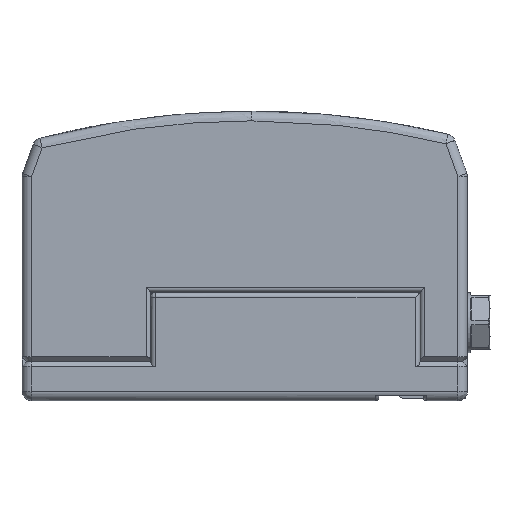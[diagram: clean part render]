
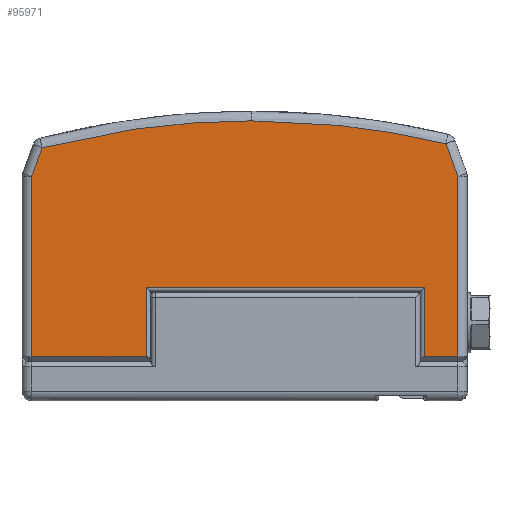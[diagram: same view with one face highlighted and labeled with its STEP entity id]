
A CAD part, front view. The second image highlights one B-rep face of the part: STEP entity #95971.
In plain terms, the highlighted planar face has unit normal (0, -1, 0).
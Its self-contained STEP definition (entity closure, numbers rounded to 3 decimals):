
#157 = CARTESIAN_POINT ( 'NONE',  ( 362., 0., 158.098 ) ) ;
#5058 = DIRECTION ( 'NONE',  ( 0., 0., -1. ) ) ;
#5688 = VECTOR ( 'NONE', #106105, 1000. ) ;
#8309 = VERTEX_POINT ( 'NONE', #210091 ) ;
#10399 = CARTESIAN_POINT ( 'NONE',  ( 191., 0., 128.695 ) ) ;
#28024 = CARTESIAN_POINT ( 'NONE',  ( 362., 0., 36.5 ) ) ;
#31288 = CARTESIAN_POINT ( 'NONE',  ( 334.488, 0., 128.695 ) ) ;
#31702 = DIRECTION ( 'NONE',  ( 0.342, 0., 0.94 ) ) ;
#32579 = ORIENTED_EDGE ( 'NONE', *, *, #139179, .F. ) ;
#41133 = LINE ( 'NONE', #295957, #5688 ) ;
#46300 = VERTEX_POINT ( 'NONE', #258598 ) ;
#55198 = CARTESIAN_POINT ( 'NONE',  ( 8., 0., 157.392 ) ) ;
#64649 = CARTESIAN_POINT ( 'NONE',  ( 191., 0., 232.5 ) ) ;
#67346 = ORIENTED_EDGE ( 'NONE', *, *, #105613, .F. ) ;
#68308 = CARTESIAN_POINT ( 'NONE',  ( 245.295, 0., 232.5 ) ) ;
#75438 = EDGE_CURVE ( 'Defeature completata1_3638+Defeature completata1_3700+Defeature completata1_3701+Defeature completata1_3699', #205480, #46300, #299386, .T. ) ;
#76292 = EDGE_CURVE ( 'Defeature completata1_3638+Defeature completata1_3699+Defeature completata1_3700+Defeature completata1_3698', #46300, #189686, #150209, .T. ) ;
#79945 = DIRECTION ( 'NONE',  ( 0., -1., 0. ) ) ;
#82836 = VECTOR ( 'NONE', #129632, 1000. ) ;
#83608 = VERTEX_POINT ( 'NONE', #28024 ) ;
#91326 = DIRECTION ( 'NONE',  ( 0., 0., -1. ) ) ;
#91483 = CARTESIAN_POINT ( 'NONE',  ( 191., 0., 232.5 ) ) ;
#92728 = AXIS2_PLACEMENT_3D ( 'NONE', #10399, #79945, #197233 ) ;
#95913 = LINE ( 'NONE', #157, #125638 ) ;
#95971 = ADVANCED_FACE ( 'Defeature completata1_3638', ( #221913 ), #266755, .T. ) ;
#100040 =( BOUNDED_CURVE ( )  B_SPLINE_CURVE ( 3, ( #149228, #102913, #175426, #170859 ),
 .UNSPECIFIED., .F., .T. ) 
 B_SPLINE_CURVE_WITH_KNOTS ( ( 4, 4 ),
 ( 0., 0.52 ),
 .UNSPECIFIED. ) 
 CURVE ( )  GEOMETRIC_REPRESENTATION_ITEM ( )  RATIONAL_B_SPLINE_CURVE ( ( 1., 0.995, 0.995, 1. ) ) 
 REPRESENTATION_ITEM ( '' )  );
#102913 = CARTESIAN_POINT ( 'NONE',  ( 73.747, 0., 225.03 ) ) ;
#105613 = EDGE_CURVE ( 'Defeature completata1_3557+Defeature completata1_3638+Defeature completata1_3642+Defeature completata1_3643', #280959, #201259, #100040, .T. ) ;
#106105 = DIRECTION ( 'NONE',  ( 0., 0., 1. ) ) ;
#107321 = EDGE_LOOP ( 'NONE', ( #188732, #201830, #239059, #111973, #254016, #221386, #32579, #220582, #114886, #67346, #180093 ) ) ;
#111973 = ORIENTED_EDGE ( 'NONE', *, *, #75438, .T. ) ;
#114886 = ORIENTED_EDGE ( 'NONE', *, *, #276824, .F. ) ;
#115013 = CARTESIAN_POINT ( 'NONE',  ( 103.134, 0., 36.5 ) ) ;
#115802 = CARTESIAN_POINT ( 'NONE',  ( 191., 0., 36.5 ) ) ;
#116538 = EDGE_CURVE ( 'Defeature completata1_3540+Defeature completata1_3638+Defeature completata1_3639+Defeature completata1_3603', #296399, #197537, #126257, .T. ) ;
#117450 = VECTOR ( 'NONE', #5058, 1000. ) ;
#124130 = CARTESIAN_POINT ( 'NONE',  ( 355.499, 0., 203.95 ) ) ;
#125638 = VECTOR ( 'NONE', #91326, 1000. ) ;
#126257 = LINE ( 'NONE', #55198, #261940 ) ;
#129632 = DIRECTION ( 'NONE',  ( 1., 0., 0. ) ) ;
#136523 = VECTOR ( 'NONE', #145206, 1000. ) ;
#139179 = EDGE_CURVE ( 'Defeature completata1_3589+Defeature completata1_3638+Defeature completata1_3654+Defeature completata1_3680', #8309, #83608, #95913, .T. ) ;
#145206 = DIRECTION ( 'NONE',  ( 1., 0., 0. ) ) ;
#148802 = LINE ( 'NONE', #124130, #179593 ) ;
#149228 = CARTESIAN_POINT ( 'NONE',  ( 16.779, 0., 210.21 ) ) ;
#150209 = LINE ( 'NONE', #31288, #117450 ) ;
#157532 = LINE ( 'NONE', #115802, #250045 ) ;
#159355 = EDGE_CURVE ( 'Defeature completata1_3560+Defeature completata1_3638+Defeature completata1_3643+Defeature completata1_3654', #304632, #8309, #148802, .T. ) ;
#162696 =( BOUNDED_CURVE ( )  B_SPLINE_CURVE ( 3, ( #91483, #68308, #253595, #188669 ),
 .UNSPECIFIED., .F., .F. ) 
 B_SPLINE_CURVE_WITH_KNOTS ( ( 4, 4 ),
 ( 0.52, 1. ),
 .UNSPECIFIED. ) 
 CURVE ( )  GEOMETRIC_REPRESENTATION_ITEM ( )  RATIONAL_B_SPLINE_CURVE ( ( 1., 0.995, 0.995, 1. ) ) 
 REPRESENTATION_ITEM ( '' )  );
#163882 = CARTESIAN_POINT ( 'NONE',  ( 8., 0., 36.5 ) ) ;
#166493 = EDGE_CURVE ( 'Defeature completata1_3546+Defeature completata1_3638+Defeature completata1_3603+Defeature completata1_3642', #197537, #280959, #215452, .T. ) ;
#170859 = CARTESIAN_POINT ( 'NONE',  ( 191., 0., 232.5 ) ) ;
#175426 = CARTESIAN_POINT ( 'NONE',  ( 132.136, 0., 232.5 ) ) ;
#179593 = VECTOR ( 'NONE', #218224, 1000. ) ;
#180093 = ORIENTED_EDGE ( 'NONE', *, *, #166493, .F. ) ;
#188669 = CARTESIAN_POINT ( 'NONE',  ( 352.021, 0., 213.505 ) ) ;
#188732 = ORIENTED_EDGE ( 'NONE', *, *, #116538, .F. ) ;
#189686 = VERTEX_POINT ( 'NONE', #273363 ) ;
#189950 = CARTESIAN_POINT ( 'NONE',  ( 191., 0., 36.5 ) ) ;
#195432 = EDGE_CURVE ( 'Defeature completata1_3638+Defeature completata1_3698+Defeature completata1_3699+Defeature completata1_3589', #189686, #83608, #157532, .T. ) ;
#197233 = DIRECTION ( 'NONE',  ( 0., 0., -1. ) ) ;
#197537 = VERTEX_POINT ( 'NONE', #205061 ) ;
#201259 = VERTEX_POINT ( 'NONE', #64649 ) ;
#201830 = ORIENTED_EDGE ( 'NONE', *, *, #268102, .T. ) ;
#205061 = CARTESIAN_POINT ( 'NONE',  ( 8., 0., 186.089 ) ) ;
#205480 = VERTEX_POINT ( 'NONE', #235987 ) ;
#210091 = CARTESIAN_POINT ( 'NONE',  ( 362., 0., 186.089 ) ) ;
#212979 = VERTEX_POINT ( 'NONE', #115013 ) ;
#215452 = LINE ( 'NONE', #237091, #230226 ) ;
#218224 = DIRECTION ( 'NONE',  ( 0.342, 0., -0.94 ) ) ;
#220582 = ORIENTED_EDGE ( 'NONE', *, *, #159355, .F. ) ;
#220898 = CARTESIAN_POINT ( 'NONE',  ( 352.021, 0., 213.505 ) ) ;
#221386 = ORIENTED_EDGE ( 'NONE', *, *, #195432, .T. ) ;
#221913 = FACE_OUTER_BOUND ( 'NONE', #107321, .T. ) ;
#229821 = CARTESIAN_POINT ( 'NONE',  ( 191., 0., 93.99 ) ) ;
#230226 = VECTOR ( 'NONE', #31702, 1000. ) ;
#235987 = CARTESIAN_POINT ( 'NONE',  ( 103.134, 0., 93.99 ) ) ;
#237091 = CARTESIAN_POINT ( 'NONE',  ( 13.87, 0., 202.217 ) ) ;
#239059 = ORIENTED_EDGE ( 'NONE', *, *, #282671, .T. ) ;
#250045 = VECTOR ( 'NONE', #277916, 1000. ) ;
#253595 = CARTESIAN_POINT ( 'NONE',  ( 299.217, 0., 226.139 ) ) ;
#254016 = ORIENTED_EDGE ( 'NONE', *, *, #76292, .T. ) ;
#256737 = CARTESIAN_POINT ( 'NONE',  ( 16.779, 0., 210.21 ) ) ;
#258598 = CARTESIAN_POINT ( 'NONE',  ( 334.488, 0., 93.99 ) ) ;
#261940 = VECTOR ( 'NONE', #291440, 1000. ) ;
#266755 = PLANE ( 'NONE',  #92728 ) ;
#268102 = EDGE_CURVE ( 'Defeature completata1_3638+Defeature completata1_3697+Defeature completata1_3540+Defeature completata1_3701', #296399, #212979, #304308, .T. ) ;
#273363 = CARTESIAN_POINT ( 'NONE',  ( 334.488, 0., 36.5 ) ) ;
#276824 = EDGE_CURVE ( 'Defeature completata1_3557+Defeature completata1_3638+Defeature completata1_3642+Defeature completata1_3643', #201259, #304632, #162696, .T. ) ;
#277916 = DIRECTION ( 'NONE',  ( 1., 0., 0. ) ) ;
#280959 = VERTEX_POINT ( 'NONE', #256737 ) ;
#282671 = EDGE_CURVE ( 'Defeature completata1_3638+Defeature completata1_3701+Defeature completata1_3697+Defeature completata1_3700', #212979, #205480, #41133, .T. ) ;
#291440 = DIRECTION ( 'NONE',  ( 0., 0., 1. ) ) ;
#295957 = CARTESIAN_POINT ( 'NONE',  ( 103.134, 0., 128.695 ) ) ;
#296399 = VERTEX_POINT ( 'NONE', #163882 ) ;
#299386 = LINE ( 'NONE', #229821, #82836 ) ;
#304308 = LINE ( 'NONE', #189950, #136523 ) ;
#304632 = VERTEX_POINT ( 'NONE', #220898 ) ;
